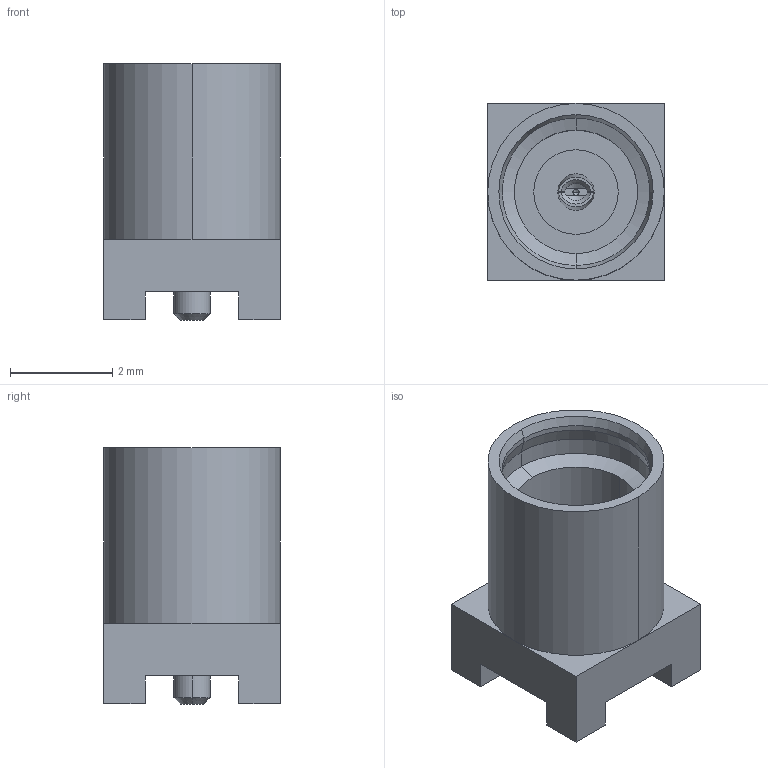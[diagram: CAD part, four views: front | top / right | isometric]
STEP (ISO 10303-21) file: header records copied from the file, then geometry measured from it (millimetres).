
FILE_DESCRIPTION((''),'2;1');
FILE_NAME('734152061','2016-06-21T',('rlalsangi'),(''),'PRO/ENGINEER BY PARAMETRIC TECHNOLOGY CORPORATION, 2012310','PRO/ENGINEER BY PARAMETRIC TECHNOLOGY CORPORATION, 2012310','');
FILE_SCHEMA(('CONFIG_CONTROL_DESIGN'));
Length unit declared in the file: millimetre
Products named in the file (1): 734152061
Bounding box: 3.45 x 3.45 x 5.01 mm (x, y, z)
Volume: 31.1 mm3; surface area: 112.4 mm2
Topology: 1 solids, 1 shells, 62 faces, 170 edges, 113 vertices
Faces by surface type: plane 30, cylinder 18, cone 14
Entity records: 2038 total; most frequent: CARTESIAN_POINT 424, DIRECTION 332, ORIENTED_EDGE 300, EDGE_CURVE 150, AXIS2_PLACEMENT_3D 113, VECTOR 106, LINE 106, VERTEX_POINT 95
